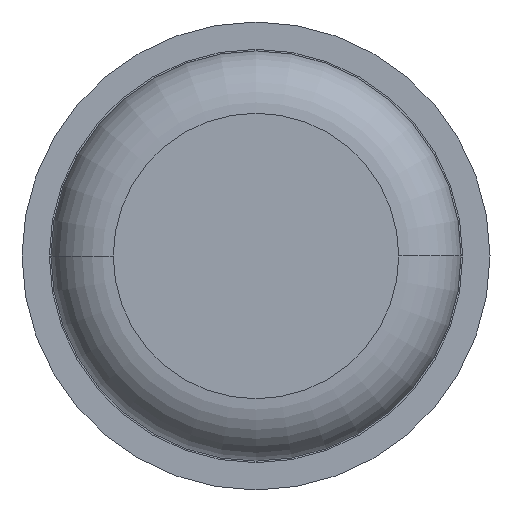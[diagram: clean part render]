
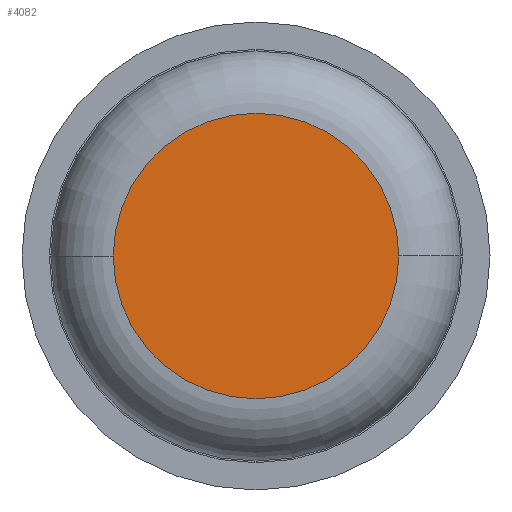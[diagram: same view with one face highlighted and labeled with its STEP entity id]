
A CAD part, front view. The second image highlights one B-rep face of the part: STEP entity #4082.
In plain terms, the highlighted planar face has unit normal (0, -1, 0).
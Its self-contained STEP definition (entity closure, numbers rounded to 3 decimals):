
#43 = AXIS2_PLACEMENT_3D ( 'NONE', #478, #4457, #785 ) ;
#358 = CARTESIAN_POINT ( 'NONE',  ( 0., 0., 0. ) ) ;
#478 = CARTESIAN_POINT ( 'NONE',  ( 0., 0., 0. ) ) ;
#785 = DIRECTION ( 'NONE',  ( -1., 0., 0. ) ) ;
#993 = DIRECTION ( 'NONE',  ( 0., -1., 0. ) ) ;
#1065 = DIRECTION ( 'NONE',  ( 0., 1., 0. ) ) ;
#1082 = DIRECTION ( 'NONE',  ( -1., 0., 0. ) ) ;
#1337 = AXIS2_PLACEMENT_3D ( 'NONE', #358, #1065, #1082 ) ;
#1604 = FACE_OUTER_BOUND ( 'NONE', #4516, .T. ) ;
#1671 = CIRCLE ( 'NONE', #3968, 0.915 ) ;
#1756 = CARTESIAN_POINT ( 'NONE',  ( 0., 0., 0. ) ) ;
#1976 = CARTESIAN_POINT ( 'NONE',  ( 0.915, 0., 0. ) ) ;
#2365 = VERTEX_POINT ( 'NONE', #3921 ) ;
#2464 = CIRCLE ( 'NONE', #43, 0.915 ) ;
#2550 = PLANE ( 'NONE',  #1337 ) ;
#3237 = DIRECTION ( 'NONE',  ( -1., 0., 0. ) ) ;
#3358 = EDGE_CURVE ( 'Defeature ausgef�hrt1_6+Defeature ausgef�hrt1_7+Defeature ausgef�hrt1_7+Defeature ausgef�hrt1_7', #3516, #2365, #2464, .T. ) ;
#3516 = VERTEX_POINT ( 'NONE', #1976 ) ;
#3623 = ORIENTED_EDGE ( 'NONE', *, *, #3358, .T. ) ;
#3666 = EDGE_CURVE ( 'Defeature ausgef�hrt1_6+Defeature ausgef�hrt1_7+Defeature ausgef�hrt1_7+Defeature ausgef�hrt1_7', #2365, #3516, #1671, .T. ) ;
#3921 = CARTESIAN_POINT ( 'NONE',  ( -0.915, 0., 0. ) ) ;
#3968 = AXIS2_PLACEMENT_3D ( 'NONE', #1756, #993, #3237 ) ;
#4082 = ADVANCED_FACE ( 'Defeature ausgef�hrt1_6', ( #1604 ), #2550, .F. ) ;
#4291 = ORIENTED_EDGE ( 'NONE', *, *, #3666, .T. ) ;
#4457 = DIRECTION ( 'NONE',  ( 0., -1., 0. ) ) ;
#4516 = EDGE_LOOP ( 'NONE', ( #4291, #3623 ) ) ;
